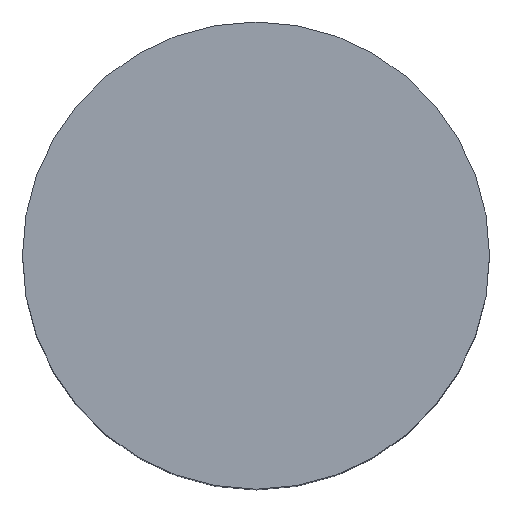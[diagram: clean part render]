
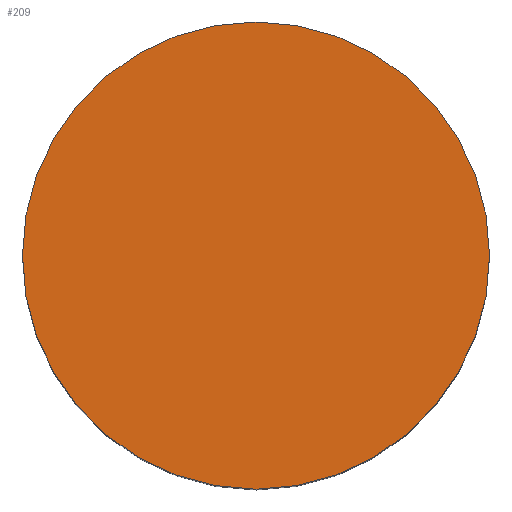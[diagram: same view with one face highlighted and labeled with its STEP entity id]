
A CAD part, top view. The second image highlights one B-rep face of the part: STEP entity #209.
In plain terms, the highlighted planar face has unit normal (0, 0, 1).
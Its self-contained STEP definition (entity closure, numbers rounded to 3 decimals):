
#47=PLANE('',#231);
#60=FACE_OUTER_BOUND('',#78,.T.);
#78=EDGE_LOOP('',(#154));
#94=CIRCLE('',#228,6.);
#102=VERTEX_POINT('',#284);
#122=EDGE_CURVE('',#102,#102,#94,.T.);
#154=ORIENTED_EDGE('',*,*,#122,.T.);
#209=ADVANCED_FACE('',(#60),#47,.T.);
#228=AXIS2_PLACEMENT_3D('',#285,#252,#253);
#231=AXIS2_PLACEMENT_3D('',#289,#258,#259);
#252=DIRECTION('center_axis',(0.,0.,1.));
#253=DIRECTION('ref_axis',(-1.,0.,0.));
#258=DIRECTION('center_axis',(0.,0.,1.));
#259=DIRECTION('ref_axis',(1.,0.,0.));
#284=CARTESIAN_POINT('',(6.,0.,12.));
#285=CARTESIAN_POINT('Origin',(0.,0.,12.));
#289=CARTESIAN_POINT('Origin',(0.,0.,
12.));
